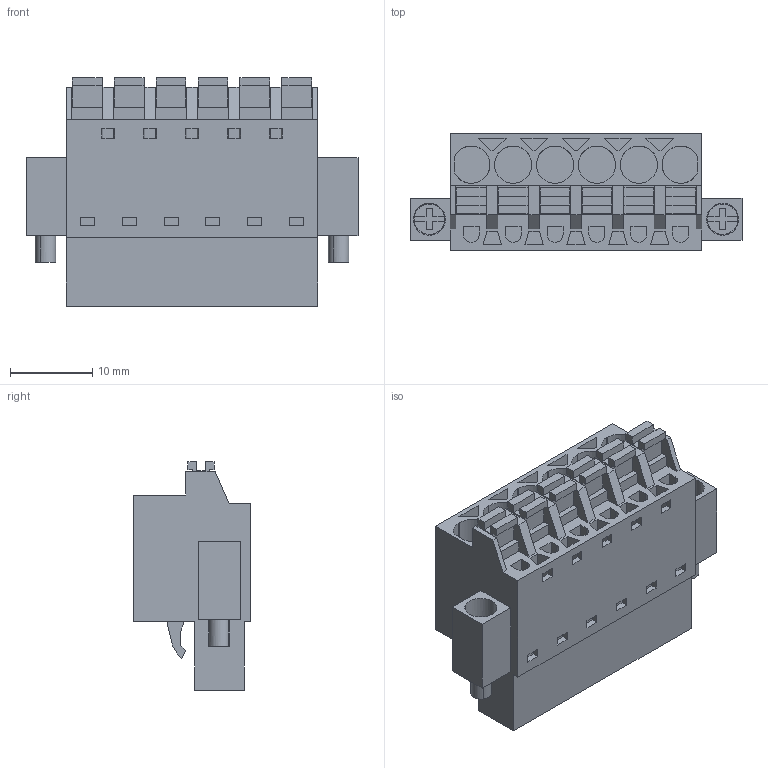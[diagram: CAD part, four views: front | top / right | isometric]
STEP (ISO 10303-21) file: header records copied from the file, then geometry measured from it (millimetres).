
FILE_DESCRIPTION(('CATIA V5 STEP Exchange','CAx-IF Rec.Pracs.--- Model Styling and Organization---1.2---2011-12-15'),'2;1');
FILE_NAME ('D1446498_0_1012680000_1012680000.stp','2017-04-28T12:05:13+00:00',('none'),('Weidmueller'),'CATIA Version 5-6 Release 2014','CATIA V5 STEP AP214','none');
FILE_SCHEMA(('AUTOMOTIVE_DESIGN { 1 0 10303 214 1 1 1 1 }'));
Length unit declared in the file: millimetre
Products named in the file (1): 1012680000
Bounding box: 40.28 x 14.2 x 27.73 mm (x, y, z)
Volume: 7624.3 mm3; surface area: 5860.2 mm2
Topology: 9 solids, 9 shells, 512 faces, 1433 edges, 989 vertices
Faces by surface type: plane 448, cylinder 63, extrusion 1
Entity records: 16389 total; most frequent: CARTESIAN_POINT 3197, ORIENTED_EDGE 2866, DIRECTION 2125, EDGE_CURVE 1433, VECTOR 1298, LINE 1297, VERTEX_POINT 989, EDGE_LOOP 586
